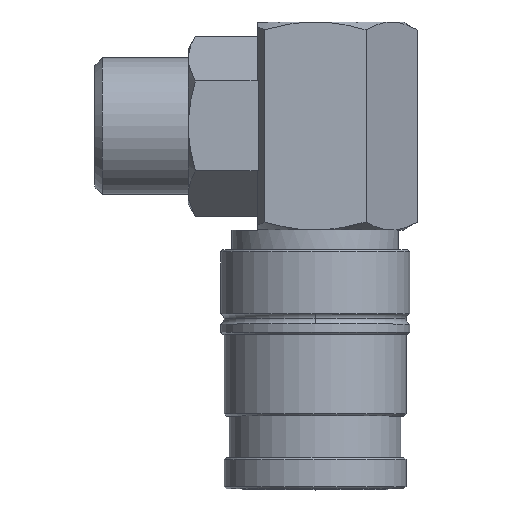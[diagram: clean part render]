
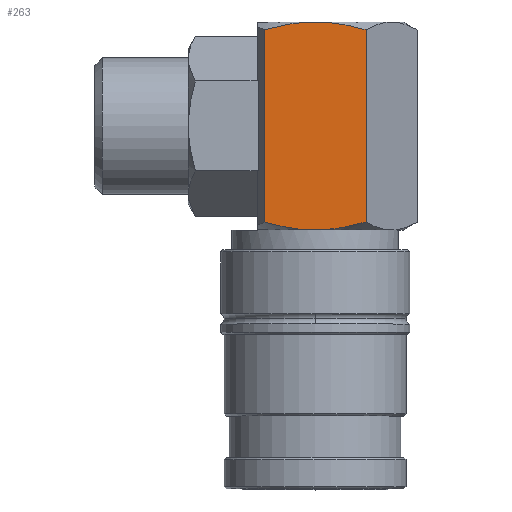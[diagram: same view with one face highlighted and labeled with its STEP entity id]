
A CAD part, top view. The second image highlights one B-rep face of the part: STEP entity #263.
In plain terms, the highlighted planar face has unit normal (0, 0, 1).
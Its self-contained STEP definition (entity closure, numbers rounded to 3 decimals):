
#263=ADVANCED_FACE('',(#541),#542,.T.);
#541=FACE_OUTER_BOUND('',#824,.T.);
#542=PLANE('',#825);
#824=EDGE_LOOP('',(#1508,#1509,#1510,#1511,#1512,#1513));
#825=AXIS2_PLACEMENT_3D('',#1514,#1515,#1516);
#1508=ORIENTED_EDGE('',*,*,#1882,.F.);
#1509=ORIENTED_EDGE('',*,*,#1725,.T.);
#1510=ORIENTED_EDGE('',*,*,#1838,.F.);
#1511=ORIENTED_EDGE('',*,*,#1912,.F.);
#1512=ORIENTED_EDGE('',*,*,#1913,.F.);
#1513=ORIENTED_EDGE('',*,*,#1876,.F.);
#1514=CARTESIAN_POINT('',(0.,46.0,8.5));
#1515=DIRECTION('',(0.,0.0,1.0));
#1516=DIRECTION('',(-1.0,0.,0.));
#1725=EDGE_CURVE('',#2086,#2084,#2087,.T.);
#1838=EDGE_CURVE('',#2037,#2084,#2252,.T.);
#1876=EDGE_CURVE('',#2267,#2295,#2296,.T.);
#1882=EDGE_CURVE('',#2086,#2267,#2302,.T.);
#1912=EDGE_CURVE('',#2332,#2037,#2333,.T.);
#1913=EDGE_CURVE('',#2295,#2332,#2334,.T.);
#2037=VERTEX_POINT('',#2544);
#2084=VERTEX_POINT('',#2599);
#2086=VERTEX_POINT('',#2612);
#2087=LINE('',#2613,#2614);
#2252=(B_SPLINE_CURVE(2,(#3064,#3065,#3066,#3067,#3068),.UNSPECIFIED.,.F.,.F.)B_SPLINE_CURVE_WITH_KNOTS((3,2,3),(0.0,4.984,9.968),.UNSPECIFIED.)RATIONAL_B_SPLINE_CURVE((1.0,1.038,1.0,1.038,1.0))BOUNDED_CURVE()REPRESENTATION_ITEM('')GEOMETRIC_REPRESENTATION_ITEM()CURVE());
#2267=VERTEX_POINT('',#3103);
#2295=VERTEX_POINT('',#3156);
#2296=(B_SPLINE_CURVE(2,(#3158,#3159,#3160,#3161,#3162),.UNSPECIFIED.,.F.,.F.)B_SPLINE_CURVE_WITH_KNOTS((3,2,3),(0.0,4.984,9.968),.UNSPECIFIED.)RATIONAL_B_SPLINE_CURVE((1.0,1.038,1.0,1.038,1.0))BOUNDED_CURVE()REPRESENTATION_ITEM('')GEOMETRIC_REPRESENTATION_ITEM()CURVE());
#2302=(B_SPLINE_CURVE(2,(#3186,#3187,#3188,#3189,#3190),.UNSPECIFIED.,.F.,.F.)B_SPLINE_CURVE_WITH_KNOTS((3,2,3),(0.0,4.984,9.968),.UNSPECIFIED.)RATIONAL_B_SPLINE_CURVE((1.0,1.038,1.0,1.038,1.0))BOUNDED_CURVE()REPRESENTATION_ITEM('')GEOMETRIC_REPRESENTATION_ITEM()CURVE());
#2332=VERTEX_POINT('',#3249);
#2333=(B_SPLINE_CURVE(2,(#3251,#3252,#3253,#3254,#3255),.UNSPECIFIED.,.F.,.F.)B_SPLINE_CURVE_WITH_KNOTS((3,2,3),(0.0,4.984,9.968),.UNSPECIFIED.)RATIONAL_B_SPLINE_CURVE((1.0,1.038,1.0,1.038,1.0))BOUNDED_CURVE()REPRESENTATION_ITEM('')GEOMETRIC_REPRESENTATION_ITEM()CURVE());
#2334=LINE('',#3262,#3263);
#2544=CARTESIAN_POINT('',(0.,25.0,8.5));
#2599=CARTESIAN_POINT('',(-4.907,25.759,8.5));
#2612=CARTESIAN_POINT('',(-4.907,44.241,8.5));
#2613=CARTESIAN_POINT('',(-4.907,46.0,8.5));
#2614=VECTOR('',#3444,1.0);
#3064=CARTESIAN_POINT('',(4.913,25.761,8.5));
#3065=CARTESIAN_POINT('',(2.28,25.0,8.5));
#3066=CARTESIAN_POINT('',(0.,25.0,8.5));
#3067=CARTESIAN_POINT('',(-2.28,25.0,8.5));
#3068=CARTESIAN_POINT('',(-4.913,25.761,8.5));
#3103=CARTESIAN_POINT('',(0.,45.0,8.5));
#3156=CARTESIAN_POINT('',(4.907,44.241,8.5));
#3158=CARTESIAN_POINT('',(-4.913,44.239,8.5));
#3159=CARTESIAN_POINT('',(-2.28,45.0,8.5));
#3160=CARTESIAN_POINT('',(0.,45.0,8.5));
#3161=CARTESIAN_POINT('',(2.28,45.0,8.5));
#3162=CARTESIAN_POINT('',(4.913,44.239,8.5));
#3186=CARTESIAN_POINT('',(-4.913,44.239,8.5));
#3187=CARTESIAN_POINT('',(-2.28,45.0,8.5));
#3188=CARTESIAN_POINT('',(0.,45.0,8.5));
#3189=CARTESIAN_POINT('',(2.28,45.0,8.5));
#3190=CARTESIAN_POINT('',(4.913,44.239,8.5));
#3249=CARTESIAN_POINT('',(4.907,25.759,8.5));
#3251=CARTESIAN_POINT('',(4.913,25.761,8.5));
#3252=CARTESIAN_POINT('',(2.28,25.0,8.5));
#3253=CARTESIAN_POINT('',(0.,25.0,8.5));
#3254=CARTESIAN_POINT('',(-2.28,25.0,8.5));
#3255=CARTESIAN_POINT('',(-4.913,25.761,8.5));
#3262=CARTESIAN_POINT('',(4.907,46.0,8.5));
#3263=VECTOR('',#3648,1.0);
#3444=DIRECTION('',(0.,-1.0,0.));
#3648=DIRECTION('',(0.,-1.0,0.));
